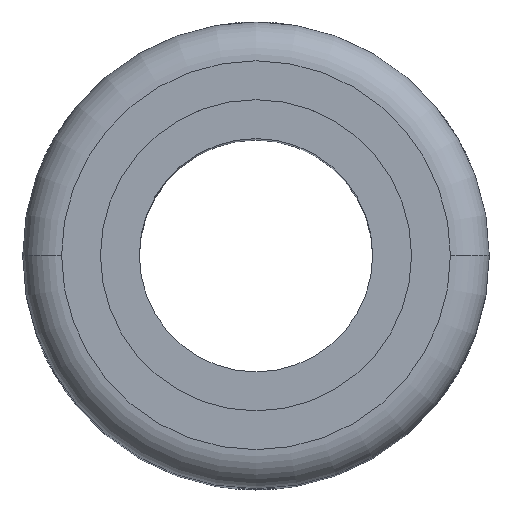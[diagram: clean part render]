
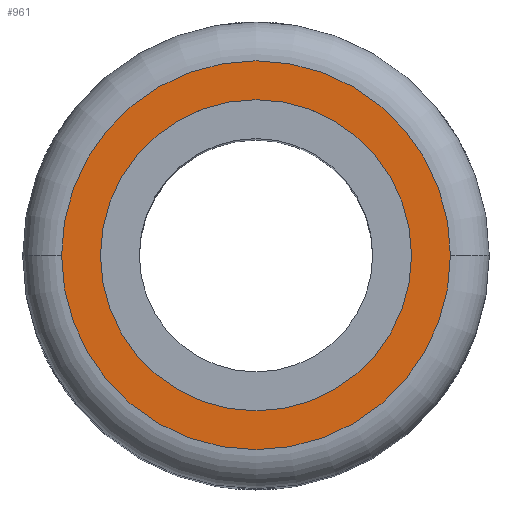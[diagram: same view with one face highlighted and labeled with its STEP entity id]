
A CAD part, top view. The second image highlights one B-rep face of the part: STEP entity #961.
In plain terms, the highlighted planar face has unit normal (0, 0, 1).
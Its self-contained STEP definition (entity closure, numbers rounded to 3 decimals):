
#8 = CARTESIAN_POINT ( 'NONE',  ( 4., 0., 11. ) ) ;
#12 = VERTEX_POINT ( 'NONE', #8 ) ;
#13 = VERTEX_POINT ( 'NONE', #82 ) ;
#16 = VERTEX_POINT ( 'NONE', #84 ) ;
#21 = VERTEX_POINT ( 'NONE', #87 ) ;
#82 = CARTESIAN_POINT ( 'NONE',  ( 5., 0., 11. ) ) ;
#84 = CARTESIAN_POINT ( 'NONE',  ( -5., 0., 11. ) ) ;
#87 = CARTESIAN_POINT ( 'NONE',  ( -4., 0., 11. ) ) ;
#168 = CARTESIAN_POINT ( 'NONE',  ( 0., 0., 11. ) ) ;
#171 = DIRECTION ( 'NONE',  ( 0., 0., 1. ) ) ;
#172 = DIRECTION ( 'NONE',  ( 1., 0., 0. ) ) ;
#235 = CARTESIAN_POINT ( 'NONE',  ( 0., 0., 11. ) ) ;
#236 = DIRECTION ( 'NONE',  ( 0., 0., 1. ) ) ;
#237 = DIRECTION ( 'NONE',  ( 1., 0., 0. ) ) ;
#348 = CARTESIAN_POINT ( 'NONE',  ( 0., 0., 11. ) ) ;
#349 = DIRECTION ( 'NONE',  ( 0., 0., 1. ) ) ;
#350 = DIRECTION ( 'NONE',  ( 1., 0., 0. ) ) ;
#394 = CARTESIAN_POINT ( 'NONE',  ( 0., 0., 11. ) ) ;
#403 = DIRECTION ( 'NONE',  ( 0., 0., 1. ) ) ;
#404 = DIRECTION ( 'NONE',  ( 1., 0., 0. ) ) ;
#595 = CARTESIAN_POINT ( 'NONE',  ( 0., 4., 11. ) ) ;
#596 = PLANE ( 'NONE',  #752 ) ;
#597 = DIRECTION ( 'NONE',  ( 0., 0., -1. ) ) ;
#598 = DIRECTION ( 'NONE',  ( -1., 0., 0. ) ) ;
#752 = AXIS2_PLACEMENT_3D ( 'NONE', #595, #597, #598 ) ;
#759 = EDGE_CURVE ( 'NONE', #21, #12, #1260, .T. ) ;
#771 = AXIS2_PLACEMENT_3D ( 'NONE', #394, #403, #404 ) ;
#793 = EDGE_CURVE ( 'NONE', #16, #13, #1287, .T. ) ;
#815 = AXIS2_PLACEMENT_3D ( 'NONE', #348, #349, #350 ) ;
#838 = AXIS2_PLACEMENT_3D ( 'NONE', #168, #171, #172 ) ;
#865 = EDGE_CURVE ( 'NONE', #12, #21, #1348, .T. ) ;
#872 = AXIS2_PLACEMENT_3D ( 'NONE', #235, #236, #237 ) ;
#892 = EDGE_CURVE ( 'NONE', #13, #16, #1365, .T. ) ;
#961 = ADVANCED_FACE ( 'NONE', ( #1441, #1459 ), #596, .F. ) ;
#1002 = EDGE_LOOP ( 'NONE', ( #1118, #1119 ) ) ;
#1011 = EDGE_LOOP ( 'NONE', ( #1116, #1117 ) ) ;
#1116 = ORIENTED_EDGE ( 'NONE', *, *, #865, .F. ) ;
#1117 = ORIENTED_EDGE ( 'NONE', *, *, #759, .F. ) ;
#1118 = ORIENTED_EDGE ( 'NONE', *, *, #892, .T. ) ;
#1119 = ORIENTED_EDGE ( 'NONE', *, *, #793, .T. ) ;
#1260 = CIRCLE ( 'NONE', #838, 4. ) ;
#1287 = CIRCLE ( 'NONE', #872, 5. ) ;
#1348 = CIRCLE ( 'NONE', #815, 4. ) ;
#1365 = CIRCLE ( 'NONE', #771, 5. ) ;
#1441 = FACE_BOUND ( 'NONE', #1011, .T. ) ;
#1459 = FACE_OUTER_BOUND ( 'NONE', #1002, .T. ) ;
